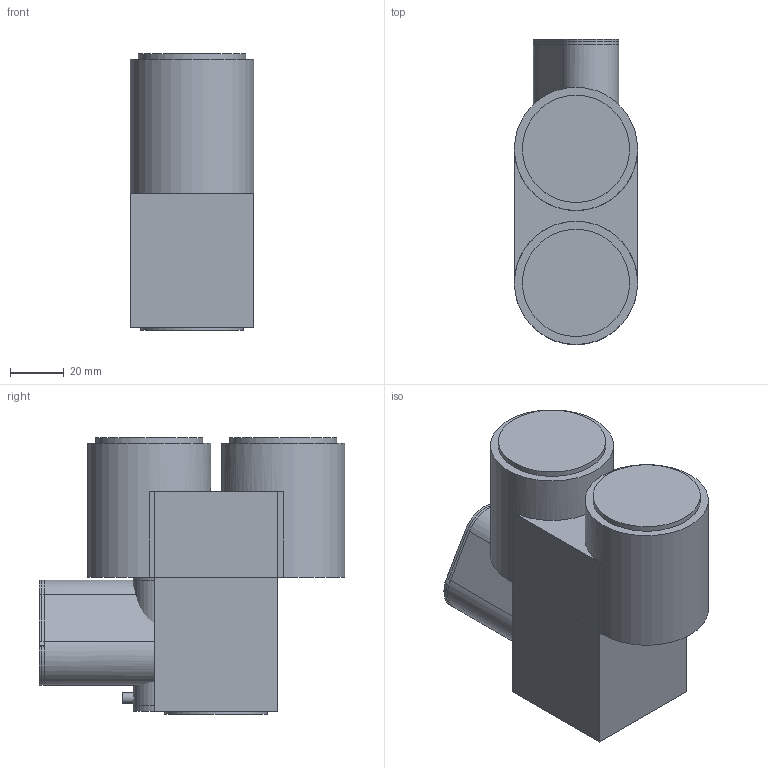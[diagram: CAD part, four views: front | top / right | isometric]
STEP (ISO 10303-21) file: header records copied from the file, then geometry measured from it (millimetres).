
FILE_DESCRIPTION(('FreeCAD Model'),'2;1');
FILE_NAME('Open CASCADE Shape Model','2024-09-04T12:55:33',(''),(''), 'Open CASCADE STEP processor 7.6','FreeCAD','Unknown');
FILE_SCHEMA(('AUTOMOTIVE_DESIGN { 1 0 10303 214 1 1 1 1 }'));
Length unit declared in the file: millimetre
Products named in the file (23): dsvBody; cube; cylinder; cylinder001; cube001; union; cylinder002; cylinder003; cylinder004; cylinder005; cylinder006; cylinder007; cylinder008; cylinder009; cube002; cylinder010; cylinder011; cube003; Matrix_Union; union001; cylinder012; difference; union002
Assembly tree (22 placements, depth 2):
  dsvBody
    cube
    cylinder
    cylinder001
    cube001
    union
    cylinder002
    cylinder003
    cylinder004
    cylinder005
    cylinder006
    cylinder007
    cylinder008
    cylinder009
    cube002
    cylinder010
    cylinder011
    cube003
    Matrix_Union
    union001
    cylinder012
    difference
    union002
Bounding box: 46 x 114 x 103 mm (x, y, z)
Surface area: 227050.9 mm2
Topology: 22 solids, 22 shells, 259 faces, 482 edges, 273 vertices
Faces by surface type: plane 208, cylinder 51
Full cylindrical faces by diameter (mm): 4 x3, 22 x4, 32 x1, 38 x6, 38.2 x3, 40 x6, 46 x6
Entity records: 7145 total; most frequent: CARTESIAN_POINT 1309, DIRECTION 1227, ORIENTED_EDGE 964, EDGE_CURVE 482, AXIS2_PLACEMENT_3D 469, LINE 289, VECTOR 289, FACE_BOUND 273
